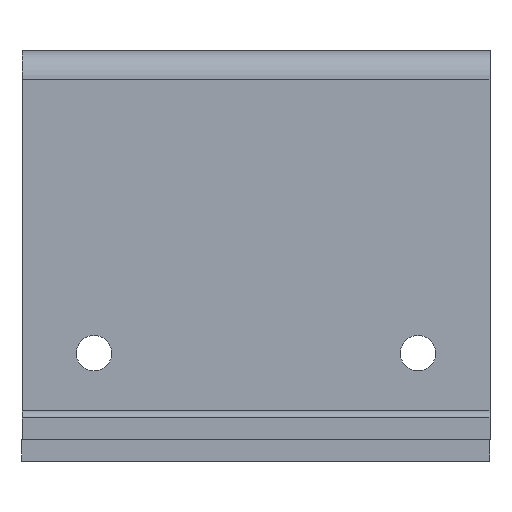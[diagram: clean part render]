
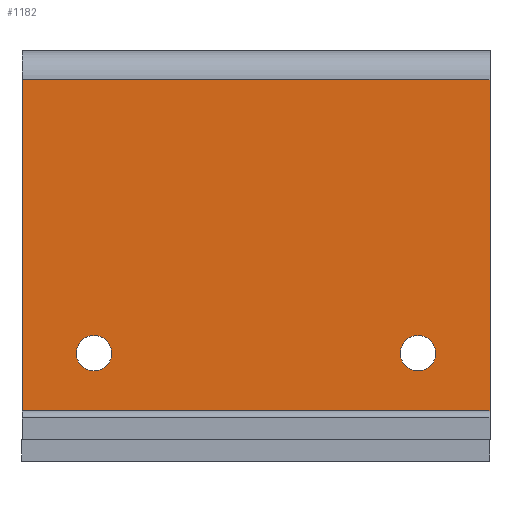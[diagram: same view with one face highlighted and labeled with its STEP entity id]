
A CAD part, left-side view. The second image highlights one B-rep face of the part: STEP entity #1182.
In plain terms, the highlighted planar face has unit normal (-1, 0, 0).
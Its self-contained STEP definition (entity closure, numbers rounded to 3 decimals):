
#765=CARTESIAN_POINT('',(0.,42.,57.459));
#766=VERTEX_POINT('',#765);
#767=CARTESIAN_POINT('',(0.0,42.,55.0));
#768=DIRECTION('',(1.0,0.0,0.0));
#769=DIRECTION('',(0.0,0.0,-1.0));
#770=AXIS2_PLACEMENT_3D('',#767,#768,#769);
#771=CIRCLE('',#770,2.459);
#772=EDGE_CURVE('',#766,#766,#771,.T.);
#814=CARTESIAN_POINT('',(0.,42.,12.458));
#815=VERTEX_POINT('',#814);
#816=CARTESIAN_POINT('',(0.0,42.,10.0));
#817=DIRECTION('',(1.0,0.0,0.0));
#818=DIRECTION('',(0.0,0.0,-1.0));
#819=AXIS2_PLACEMENT_3D('',#816,#817,#818);
#820=CIRCLE('',#819,2.459);
#821=EDGE_CURVE('',#815,#815,#820,.T.);
#1118=CARTESIAN_POINT('',(0.0,4.,65.0));
#1119=VERTEX_POINT('',#1118);
#1127=CARTESIAN_POINT('',(0.0,4.,0.0));
#1128=VERTEX_POINT('',#1127);
#1129=CARTESIAN_POINT('',(0.0,4.,0.0));
#1130=DIRECTION('',(0.0,0.0,1.0));
#1131=VECTOR('',#1130,65.0);
#1132=LINE('',#1129,#1131);
#1133=EDGE_CURVE('',#1128,#1119,#1132,.T.);
#1146=CARTESIAN_POINT('',(0.0,4.,0.0));
#1147=DIRECTION('',(-1.0,0.0,0.0));
#1148=DIRECTION('',(0.0,0.0,1.0));
#1149=AXIS2_PLACEMENT_3D('',#1146,#1147,#1148);
#1150=PLANE('',#1149);
#1151=CARTESIAN_POINT('',(0.,50.0,65.0));
#1152=VERTEX_POINT('',#1151);
#1153=CARTESIAN_POINT('',(0.0,4.0,65.0));
#1154=DIRECTION('',(0.0,1.0,0.0));
#1155=VECTOR('',#1154,46.0);
#1156=LINE('',#1153,#1155);
#1157=EDGE_CURVE('',#1119,#1152,#1156,.T.);
#1158=ORIENTED_EDGE('',*,*,#1157,.T.);
#1159=CARTESIAN_POINT('',(0.,50.0,0.0));
#1160=VERTEX_POINT('',#1159);
#1161=CARTESIAN_POINT('',(0.,50.0,0.0));
#1162=DIRECTION('',(0.0,0.0,1.0));
#1163=VECTOR('',#1162,65.0);
#1164=LINE('',#1161,#1163);
#1165=EDGE_CURVE('',#1160,#1152,#1164,.T.);
#1166=ORIENTED_EDGE('',*,*,#1165,.F.);
#1167=CARTESIAN_POINT('',(0.,50.0,0.0));
#1168=DIRECTION('',(0.0,-1.0,0.0));
#1169=VECTOR('',#1168,46.0);
#1170=LINE('',#1167,#1169);
#1171=EDGE_CURVE('',#1160,#1128,#1170,.T.);
#1172=ORIENTED_EDGE('',*,*,#1171,.T.);
#1173=ORIENTED_EDGE('',*,*,#1133,.T.);
#1174=EDGE_LOOP('',(#1158,#1166,#1172,#1173));
#1175=FACE_OUTER_BOUND('',#1174,.T.);
#1176=ORIENTED_EDGE('',*,*,#772,.T.);
#1177=EDGE_LOOP('',(#1176));
#1178=FACE_BOUND('',#1177,.T.);
#1179=ORIENTED_EDGE('',*,*,#821,.T.);
#1180=EDGE_LOOP('',(#1179));
#1181=FACE_BOUND('',#1180,.T.);
#1182=ADVANCED_FACE('',(#1175,#1178,#1181),#1150,.T.);
